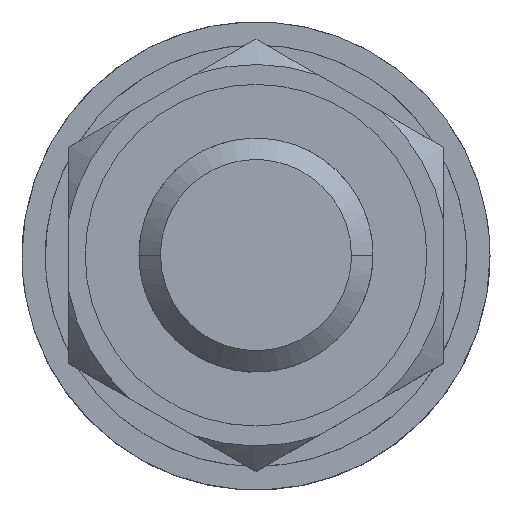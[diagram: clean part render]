
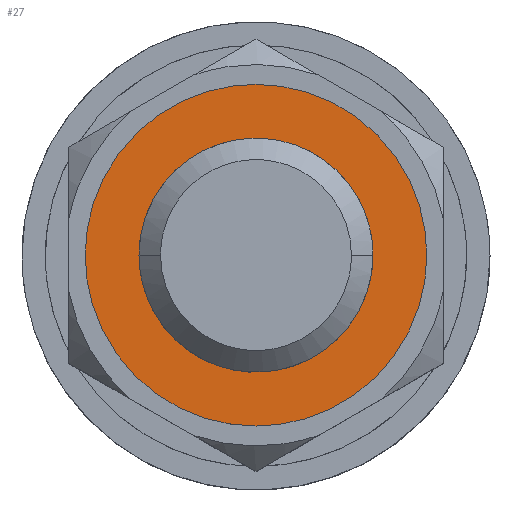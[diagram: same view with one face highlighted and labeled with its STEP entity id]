
A CAD part, top view. The second image highlights one B-rep face of the part: STEP entity #27.
In plain terms, the highlighted planar face has unit normal (0, 0, 1).
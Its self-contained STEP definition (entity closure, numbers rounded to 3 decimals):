
#27=ADVANCED_FACE('',(#155,#144),#1812,.T.);
#144=FACE_BOUND('',#273,.T.);
#155=FACE_OUTER_BOUND('',#272,.T.);
#272=EDGE_LOOP('',(#400,#401));
#273=EDGE_LOOP('',(#402,#403));
#400=ORIENTED_EDGE('',*,*,#1016,.F.);
#401=ORIENTED_EDGE('',*,*,#1012,.F.);
#402=ORIENTED_EDGE('',*,*,#984,.F.);
#403=ORIENTED_EDGE('',*,*,#988,.F.);
#984=EDGE_CURVE('',#1570,#1571,#1480,.T.);
#988=EDGE_CURVE('',#1571,#1570,#1482,.T.);
#1012=EDGE_CURVE('',#1568,#1569,#1493,.T.);
#1016=EDGE_CURVE('',#1569,#1568,#1495,.T.);
#1480=(
BOUNDED_CURVE()
B_SPLINE_CURVE(2,(#2432,#2433,#2434,#2435,#2436),.UNSPECIFIED.,.F.,.F.)
B_SPLINE_CURVE_WITH_KNOTS((3,2,3),(0.,7.854,15.708),
 .UNSPECIFIED.)
CURVE()
GEOMETRIC_REPRESENTATION_ITEM()
RATIONAL_B_SPLINE_CURVE((1.,0.707,1.,0.707,1.))
REPRESENTATION_ITEM('')
);
#1482=(
BOUNDED_CURVE()
B_SPLINE_CURVE(2,(#2446,#2447,#2448,#2449,#2450),.UNSPECIFIED.,.F.,.F.)
B_SPLINE_CURVE_WITH_KNOTS((3,2,3),(0.,7.854,15.708),
 .UNSPECIFIED.)
CURVE()
GEOMETRIC_REPRESENTATION_ITEM()
RATIONAL_B_SPLINE_CURVE((1.,0.707,1.,0.707,1.))
REPRESENTATION_ITEM('')
);
#1493=(
BOUNDED_CURVE()
B_SPLINE_CURVE(2,(#2533,#2534,#2535,#2536,#2537),.UNSPECIFIED.,.F.,.F.)
B_SPLINE_CURVE_WITH_KNOTS((3,2,3),(-22.934,-11.467,
0.),.UNSPECIFIED.)
CURVE()
GEOMETRIC_REPRESENTATION_ITEM()
RATIONAL_B_SPLINE_CURVE((1.,0.707,1.,0.707,1.))
REPRESENTATION_ITEM('')
);
#1495=(
BOUNDED_CURVE()
B_SPLINE_CURVE(2,(#2547,#2548,#2549,#2550,#2551),.UNSPECIFIED.,.F.,.F.)
B_SPLINE_CURVE_WITH_KNOTS((3,2,3),(-22.934,-11.467,
0.),.UNSPECIFIED.)
CURVE()
GEOMETRIC_REPRESENTATION_ITEM()
RATIONAL_B_SPLINE_CURVE((1.,0.707,1.,0.707,1.))
REPRESENTATION_ITEM('')
);
#1568=VERTEX_POINT('',#2390);
#1569=VERTEX_POINT('',#2391);
#1570=VERTEX_POINT('',#2392);
#1571=VERTEX_POINT('',#2393);
#1812=PLANE('',#1893);
#1893=AXIS2_PLACEMENT_3D('',#2021,#1957,$);
#1957=DIRECTION('',(0.,0.,1.));
#2021=CARTESIAN_POINT('',(-8.88,8.88,26.8));
#2390=CARTESIAN_POINT('',(0.,-7.3,26.8));
#2391=CARTESIAN_POINT('',(0.,7.3,26.8));
#2392=CARTESIAN_POINT('',(5.,0.,26.8));
#2393=CARTESIAN_POINT('',(-5.,0.,26.8));
#2432=CARTESIAN_POINT('',(5.,0.,26.8));
#2433=CARTESIAN_POINT('',(5.,5.,26.8));
#2434=CARTESIAN_POINT('',(0.,5.,26.8));
#2435=CARTESIAN_POINT('',(-5.,5.,26.8));
#2436=CARTESIAN_POINT('',(-5.,0.,26.8));
#2446=CARTESIAN_POINT('',(-5.,0.,26.8));
#2447=CARTESIAN_POINT('',(-5.,-5.,26.8));
#2448=CARTESIAN_POINT('',(0.,-5.,26.8));
#2449=CARTESIAN_POINT('',(5.,-5.,26.8));
#2450=CARTESIAN_POINT('',(5.,0.,26.8));
#2533=CARTESIAN_POINT('',(0.,-7.3,26.8));
#2534=CARTESIAN_POINT('',(-7.3,-7.3,26.8));
#2535=CARTESIAN_POINT('',(-7.3,0.,26.8));
#2536=CARTESIAN_POINT('',(-7.3,7.3,26.8));
#2537=CARTESIAN_POINT('',(0.,7.3,26.8));
#2547=CARTESIAN_POINT('',(0.,7.3,26.8));
#2548=CARTESIAN_POINT('',(7.3,7.3,26.8));
#2549=CARTESIAN_POINT('',(7.3,0.,26.8));
#2550=CARTESIAN_POINT('',(7.3,-7.3,26.8));
#2551=CARTESIAN_POINT('',(0.,-7.3,26.8));
